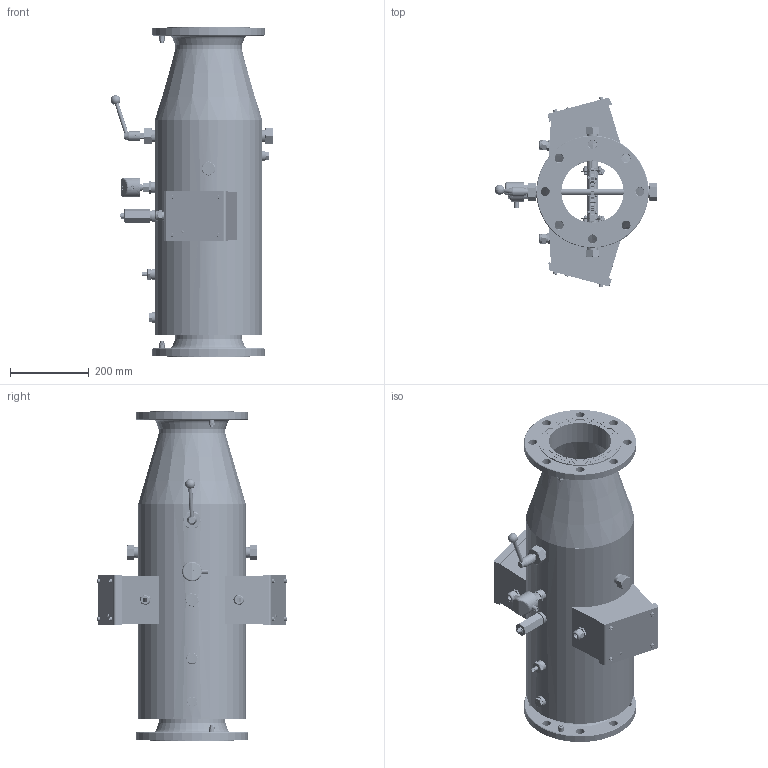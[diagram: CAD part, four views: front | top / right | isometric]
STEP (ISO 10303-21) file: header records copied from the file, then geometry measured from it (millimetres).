
FILE_DESCRIPTION(/* description */ (''),/* implementation_level */ '2;1');
FILE_NAME(/* name */ 'CAD_52200_Heliox UV MP.stp',/* time_stamp */ '2017-02-24T11:07:13+01:00',/* author */ ('Javier'),/* organization */ (''),/* preprocessor_version */ 'ST-DEVELOPER v16.5',/* originating_system */ 'Autodesk Inventor 2017',/* authorisation */ '');
FILE_SCHEMA (('AUTOMOTIVE_DESIGN { 1 0 10303 214 3 1 1 }'));
Products named in the file (87): UV_MP_T273_1L; T273x540_SCH10; Casq eje limpieza 15 con caja; Casq inox eje10; Manguito inox 1_2 Tem_Caud_Desag; Manguito inox sensor 3_4 Radiación; Casq largo cuarzo30; Tapon desague 1_2; Casq reduc caudal de m18 a 1_2; Sensor caudal; Sensor radiacion; Deflector; deflector_1; Soporte deflector; Vaina tubo_273_v3; Eje 10_T273_movil guia; Kit Mecanismo  limpieza T273; Lateral limpieza guiared; Pestillo fijo; Distanciador peine_faldon; Kit rascador; Disco apriete distanciadores; Disco anclaje distanciadores; Distanciador 9mm tub_10x8; Guia PTFE eje10 movil_ T273; Faldon peine; Pasador; Rascador teflon_30x37x4,7; Peine transmisión t273 simetrico; Tor m4x20 exag; Disc_264x170 a testa; Cono273_168,3 10_6pul; Br DN150 Ex285 6pul CUELLO; Caja 1L micregle; Kit micregle_Dcha; Caja 1L micregle Izq T273; L_caja lateral 1L T273; L_caja prensa 1L T273; L_caja frente prensa 1L T273; L_Tapa caja 1L micregle ...
Assembly tree (222 placements, depth 4):
  UV_MP_T273_1L
    T273x540_SCH10
    Casq eje limpieza 15 con caja  x2
    Casq inox eje10  x2
    Manguito inox 1_2 Tem_Caud_Desag  x4
    Manguito inox sensor 3_4 Radiación
    Casq largo cuarzo30  x2
    Tapon desague 1_2  x2
    Casq reduc caudal de m18 a 1_2
    Sensor caudal
    Sensor radiacion
    Deflector  x2
      deflector_1
      Soporte deflector
    Vaina tubo_273_v3
    Eje 10_T273_movil guia
    Kit Mecanismo  limpieza T273
      Lateral limpieza guiared  x2
      Pestillo fijo  x2
      Distanciador peine_faldon  x2
      Kit rascador  x2
        Disco apriete distanciadores
        Disco anclaje distanciadores
        Distanciador 9mm tub_10x8
      Guia PTFE eje10 movil_ T273
      Faldon peine  x2
      Pasador
      Rascador teflon_30x37x4,7  x2
      Peine transmisión t273 simetrico
      Torn M4x12 Exin  x4
      Tor m4x20 exag  x11
      Arandela M4 Grover  x23
      Tuerca M4 Freno  x15
    Disc_264x170 a testa
    Br DN150 Ex285 6pul CUELLO  x2
    Cono273_168,3 10_6pul
    Caja 1L micregle
      L_caja lateral 1L T273  x2
      L_caja prensa 1L T273
      L_caja frente prensa 1L T273
      L_Tapa caja 1L micregle
      prensaM20
      Tuerca M20_prensa
      Kit micregle_Dcha
        Soporte micregle
        Tuerca m4  x4
        MicroInterruptor UV
        Tor m4x20 exag_1  x2
        Regleta 4 circuitos_40A600V_UL
        Soporte regleta_40A600V_UL
        Tor m4x20 inoxallen  x2
        Arandela M4 Grover  x2
      Tuerca M6  x4
    Caja 1L micregle Izq T273
      L_caja lateral 1L T273  x2
      L_caja prensa 1L T273
      L_caja frente prensa 1L T273
      L_Tapa caja 1L micregle
      prensaM20
      Tuerca M20_prensa
Bounding box: 412.68 x 483.12 x 838 mm (x, y, z)
Volume: 5700711.4 mm3; surface area: 2542815.3 mm2
Topology: 410 solids, 410 shells, 6454 faces, 15232 edges, 9654 vertices
Faces by surface type: plane 3975, cylinder 1757, bspline 514, cone 143, torus 60, sphere 5
Full cylindrical faces by diameter (mm): 0.1 x2, 0.2 x2, 0.4 x4, 0.5 x8, 1 x4, 1.6 x4, 1.9 x4, 2.5 x2, 3 x2, 3.25 x18, 3.8 x29, 4 x11, 4.1 x41, 4.2 x10, 4.35 x17, 4.5 x10, 4.582 x17, 5 x8, 5.95 x1, 6 x11, 6.5 x8, 6.85 x17, 7 x6, 7.059 x2, 7.5 x16, 8 x11, 8.2 x1, 9 x1, 9.11 x1, 9.2 x2
Entity records: 89790 total; most frequent: CARTESIAN_POINT 22632, DIRECTION 12822, ORIENTED_EDGE 12712, EDGE_CURVE 6356, LINE 4454, VECTOR 4454, VERTEX_POINT 4394, AXIS2_PLACEMENT_3D 4184
